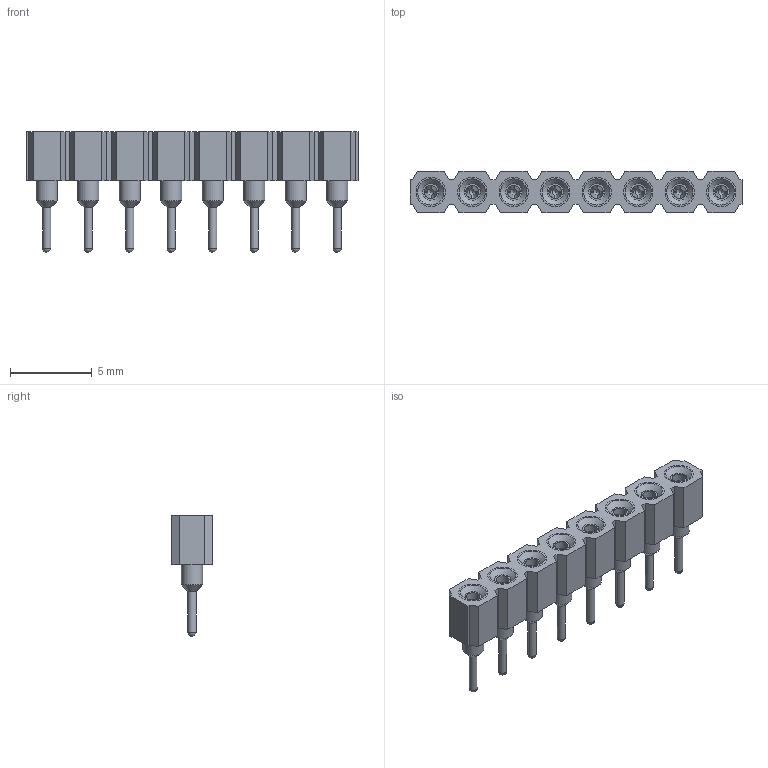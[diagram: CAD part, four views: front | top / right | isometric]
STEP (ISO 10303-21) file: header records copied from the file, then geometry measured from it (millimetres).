
FILE_DESCRIPTION(('STEP AP214'), '1');
FILE_NAME('SCSL (DS1002-01 CONNFLY)', '', ('UNSPECIFIED'), ('UNSPECIFIED'), 'ASCON STEP Converter 1.6', 'ASCON Math Kernel', '');
FILE_SCHEMA(('AUTOMOTIVE_DESIGN { 1 0 10303 214 3 1 1}'));
Length unit declared in the file: millimetre
Bounding box: 20.32 x 2.54 x 7.4 mm (x, y, z)
Volume: 134.4 mm3; surface area: 750.4 mm2
Topology: 17 solids, 17 shells, 390 faces, 900 edges, 544 vertices
Faces by surface type: plane 230, cone 88, cylinder 64, sphere 8
Full cylindrical faces by diameter (mm): 0.5 x8, 0.8 x8, 1 x16, 1.3 x16, 1.8 x16
Entity records: 14756 total; most frequent: CARTESIAN_POINT 3115, DIRECTION 1770, ORIENTED_EDGE 1576, EDGE_CURVE 788, AXIS2_PLACEMENT_3D 719, VERTEX_POINT 528, EDGE_LOOP 518, COLOUR_RGB 407
